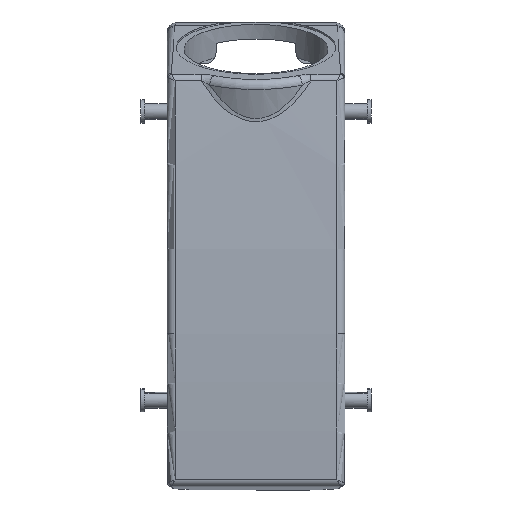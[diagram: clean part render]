
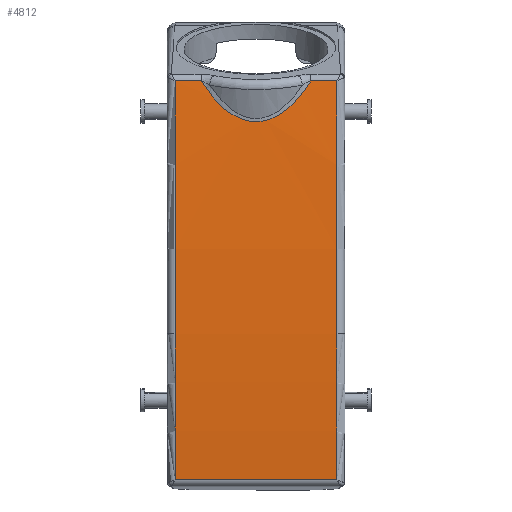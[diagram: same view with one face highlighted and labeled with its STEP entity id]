
A CAD part, top view. The second image highlights one B-rep face of the part: STEP entity #4812.
In plain terms, the highlighted cylindrical face has radius 600 mm (diameter 1200 mm), a partial arc.
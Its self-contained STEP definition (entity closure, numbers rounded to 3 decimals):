
#4653=AXIS2_PLACEMENT_3D('Circle Axis2P3D',#4651,#4652,$) ;
#4742=AXIS2_PLACEMENT_3D('Cylinder Axis2P3D',#4739,#4740,#4741) ;
#4780=AXIS2_PLACEMENT_3D('Circle Axis2P3D',#4778,#4779,$) ;
#4787=AXIS2_PLACEMENT_3D('Circle Axis2P3D',#4785,#4786,$) ;
#4792=AXIS2_PLACEMENT_3D('Circle Axis2P3D',#4790,#4791,$) ;
#3815=CARTESIAN_POINT('Vertex',(50.25,2.572,58.792)) ;
#3818=CARTESIAN_POINT('Line Origine',(29.5,2.572,58.792)) ;
#3822=CARTESIAN_POINT('Vertex',(8.75,2.572,58.792)) ;
#4648=CARTESIAN_POINT('Vertex',(50.25,39.943,60.835)) ;
#4651=CARTESIAN_POINT('Axis2P3D Location',(50.25,54.,-539.)) ;
#4739=CARTESIAN_POINT('Axis2P3D Location',(29.5,54.,-539.)) ;
#4745=CARTESIAN_POINT('Control Point',(15.428,104.788,58.847)) ;
#4746=CARTESIAN_POINT('Control Point',(15.883,104.056,58.909)) ;
#4747=CARTESIAN_POINT('Control Point',(16.357,103.334,58.969)) ;
#4748=CARTESIAN_POINT('Control Point',(16.85,102.626,59.027)) ;
#4749=CARTESIAN_POINT('Control Point',(18.282,100.697,59.182)) ;
#4750=CARTESIAN_POINT('Control Point',(19.901,98.906,59.319)) ;
#4751=CARTESIAN_POINT('Control Point',(21.027,97.831,59.398)) ;
#4752=CARTESIAN_POINT('Control Point',(23.047,96.246,59.512)) ;
#4753=CARTESIAN_POINT('Control Point',(25.35,95.125,59.589)) ;
#4754=CARTESIAN_POINT('Control Point',(26.298,94.772,59.613)) ;
#4755=CARTESIAN_POINT('Control Point',(28.209,94.303,59.645)) ;
#4756=CARTESIAN_POINT('Control Point',(30.177,94.292,59.646)) ;
#4757=CARTESIAN_POINT('Control Point',(31.127,94.402,59.638)) ;
#4758=CARTESIAN_POINT('Control Point',(33.364,94.924,59.603)) ;
#4759=CARTESIAN_POINT('Control Point',(35.416,95.969,59.531)) ;
#4760=CARTESIAN_POINT('Control Point',(36.532,96.716,59.478)) ;
#4761=CARTESIAN_POINT('Control Point',(38.841,98.58,59.344)) ;
#4762=CARTESIAN_POINT('Control Point',(40.804,100.792,59.175)) ;
#4763=CARTESIAN_POINT('Control Point',(41.799,102.079,59.073)) ;
#4764=CARTESIAN_POINT('Control Point',(42.718,103.414,58.963)) ;
#4765=CARTESIAN_POINT('Control Point',(43.572,104.788,58.847)) ;
#4766=CARTESIAN_POINT('Vertex',(43.572,104.788,58.847)) ;
#4768=CARTESIAN_POINT('Vertex',(15.428,104.788,58.847)) ;
#4771=CARTESIAN_POINT('Line Origine',(29.5,104.788,58.847)) ;
#4775=CARTESIAN_POINT('Vertex',(8.75,104.788,58.847)) ;
#4778=CARTESIAN_POINT('Axis2P3D Location',(8.75,54.,-539.)) ;
#4782=CARTESIAN_POINT('Vertex',(8.75,39.943,60.835)) ;
#4785=CARTESIAN_POINT('Axis2P3D Location',(8.75,54.,-539.)) ;
#4790=CARTESIAN_POINT('Axis2P3D Location',(50.25,54.,-539.)) ;
#4794=CARTESIAN_POINT('Vertex',(50.25,104.788,58.847)) ;
#4797=CARTESIAN_POINT('Line Origine',(29.5,104.788,58.847)) ;
#3819=DIRECTION('Vector Direction',(-1.,0.,0.)) ;
#4652=DIRECTION('Axis2P3D Direction',(-1.,0.,0.)) ;
#4740=DIRECTION('Axis2P3D Direction',(-1.,0.,0.)) ;
#4741=DIRECTION('Axis2P3D XDirection',(0.,-0.317,0.949)) ;
#4772=DIRECTION('Vector Direction',(-1.,0.,0.)) ;
#4779=DIRECTION('Axis2P3D Direction',(-1.,0.,0.)) ;
#4786=DIRECTION('Axis2P3D Direction',(-1.,0.,0.)) ;
#4791=DIRECTION('Axis2P3D Direction',(-1.,0.,0.)) ;
#4798=DIRECTION('Vector Direction',(-1.,0.,0.)) ;
#3820=VECTOR('Line Direction',#3819,1.) ;
#4773=VECTOR('Line Direction',#4772,1.) ;
#4799=VECTOR('Line Direction',#4798,1.) ;
#4803=ORIENTED_EDGE('',*,*,#4770,.T.) ;
#4804=ORIENTED_EDGE('',*,*,#4777,.T.) ;
#4805=ORIENTED_EDGE('',*,*,#4784,.T.) ;
#4806=ORIENTED_EDGE('',*,*,#4789,.T.) ;
#4807=ORIENTED_EDGE('',*,*,#3824,.T.) ;
#4808=ORIENTED_EDGE('',*,*,#4655,.T.) ;
#4809=ORIENTED_EDGE('',*,*,#4796,.T.) ;
#4810=ORIENTED_EDGE('',*,*,#4801,.T.) ;
#4812=ADVANCED_FACE('Hood',(#4811),#4743,.T.) ;
#4744=B_SPLINE_CURVE_WITH_KNOTS('',5,(#4745,#4746,#4747,#4748,#4749,#4750,#4751,#4752,#4753,#4754,#4755,#4756,#4757,#4758,#4759,#4760,#4761,#4762,#4763,#4764,#4765),.UNSPECIFIED.,.F.,.U.,(6,3,3,3,3,3,6),(0.,6.161,17.123,24.198,30.879,40.299,51.859),.UNSPECIFIED.) ;
#4654=CIRCLE('generated circle',#4653,600.) ;
#4781=CIRCLE('generated circle',#4780,600.) ;
#4788=CIRCLE('generated circle',#4787,600.) ;
#4793=CIRCLE('generated circle',#4792,600.) ;
#4743=CYLINDRICAL_SURFACE('generated cylinder',#4742,600.) ;
#3824=EDGE_CURVE('',#3823,#3816,#3821,.F.) ;
#4655=EDGE_CURVE('',#3816,#4649,#4654,.T.) ;
#4770=EDGE_CURVE('',#4767,#4769,#4744,.F.) ;
#4777=EDGE_CURVE('',#4769,#4776,#4774,.T.) ;
#4784=EDGE_CURVE('',#4776,#4783,#4781,.F.) ;
#4789=EDGE_CURVE('',#4783,#3823,#4788,.F.) ;
#4796=EDGE_CURVE('',#4649,#4795,#4793,.T.) ;
#4801=EDGE_CURVE('',#4795,#4767,#4800,.T.) ;
#4802=EDGE_LOOP('',(#4803,#4804,#4805,#4806,#4807,#4808,#4809,#4810)) ;
#4811=FACE_OUTER_BOUND('',#4802,.T.) ;
#3821=LINE('Line',#3818,#3820) ;
#4774=LINE('Line',#4771,#4773) ;
#4800=LINE('Line',#4797,#4799) ;
#3816=VERTEX_POINT('',#3815) ;
#3823=VERTEX_POINT('',#3822) ;
#4649=VERTEX_POINT('',#4648) ;
#4767=VERTEX_POINT('',#4766) ;
#4769=VERTEX_POINT('',#4768) ;
#4776=VERTEX_POINT('',#4775) ;
#4783=VERTEX_POINT('',#4782) ;
#4795=VERTEX_POINT('',#4794) ;
